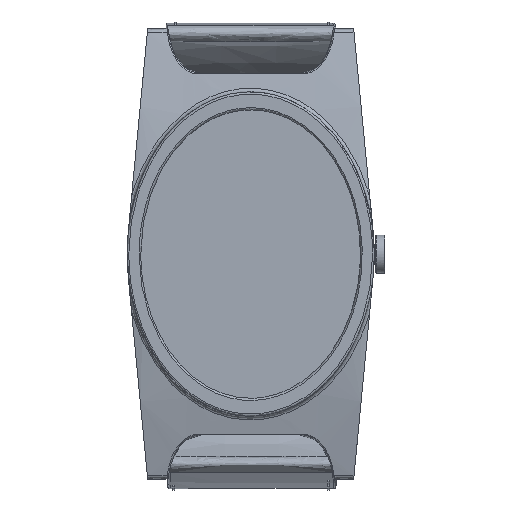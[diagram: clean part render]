
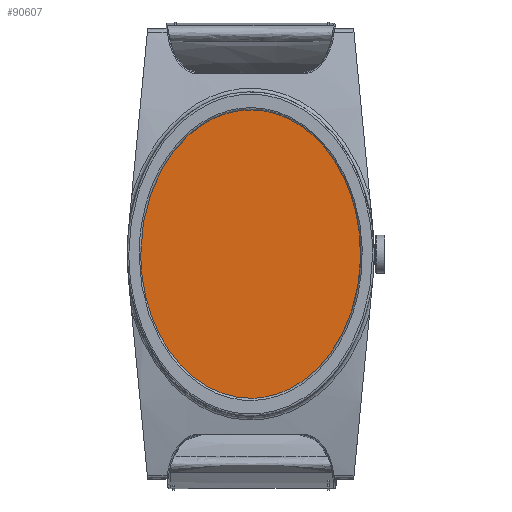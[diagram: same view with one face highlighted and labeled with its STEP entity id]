
A CAD part, top view. The second image highlights one B-rep face of the part: STEP entity #90607.
In plain terms, the highlighted free-form (B-spline) face has degree [1, 1] with [2, 2] control points.
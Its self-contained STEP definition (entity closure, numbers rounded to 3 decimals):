
#90543 = EDGE_CURVE('',#90544,#90546,#90548,.T.);
#90544 = VERTEX_POINT('',#90545);
#90545 = CARTESIAN_POINT('',(11.775,0.,
    0.856));
#90546 = VERTEX_POINT('',#90547);
#90547 = CARTESIAN_POINT('',(0.,15.451,0.856));
#90548 = ( BOUNDED_CURVE() B_SPLINE_CURVE(2,(#90549,#90550,#90551),
.UNSPECIFIED.,.F.,.F.) B_SPLINE_CURVE_WITH_KNOTS((3,3),(1.571,
3.142),.PIECEWISE_BEZIER_KNOTS.) CURVE() 
GEOMETRIC_REPRESENTATION_ITEM() RATIONAL_B_SPLINE_CURVE((1.,
0.707,1.)) REPRESENTATION_ITEM('') );
#90549 = CARTESIAN_POINT('',(11.775,0.,
    0.856));
#90550 = CARTESIAN_POINT('',(11.775,15.451,
    0.856));
#90551 = CARTESIAN_POINT('',(0.,15.451,
    0.856));
#90553 = EDGE_CURVE('',#90546,#90544,#90554,.T.);
#90554 = ( BOUNDED_CURVE() B_SPLINE_CURVE(2,(#90555,#90556,#90557,#90558
    ,#90559,#90560,#90561),.UNSPECIFIED.,.F.,.F.) 
B_SPLINE_CURVE_WITH_KNOTS((3,2,2,3),(3.142,4.712,
6.283,7.854),.UNSPECIFIED.) CURVE() 
GEOMETRIC_REPRESENTATION_ITEM() RATIONAL_B_SPLINE_CURVE((1.,
    0.707,1.,0.707,1.,0.707,1.)) 
REPRESENTATION_ITEM('') );
#90555 = CARTESIAN_POINT('',(0.,15.451,
    0.856));
#90556 = CARTESIAN_POINT('',(-11.775,15.451,
    0.856));
#90557 = CARTESIAN_POINT('',(-11.775,0.,
    0.856));
#90558 = CARTESIAN_POINT('',(-11.775,-15.451,
    0.856));
#90559 = CARTESIAN_POINT('',(0.,-15.451,
    0.856));
#90560 = CARTESIAN_POINT('',(11.775,-15.451,
    0.856));
#90561 = CARTESIAN_POINT('',(11.775,0.,
    0.856));
#90607 = ADVANCED_FACE('',(#90608),#90612,.T.);
#90608 = FACE_BOUND('',#90609,.T.);
#90609 = EDGE_LOOP('',(#90610,#90611));
#90610 = ORIENTED_EDGE('',*,*,#90543,.T.);
#90611 = ORIENTED_EDGE('',*,*,#90553,.T.);
#90612 = B_SPLINE_SURFACE_WITH_KNOTS('',1,1,(
    (#90613,#90614)
    ,(#90615,#90616
    )),.UNSPECIFIED.,.F.,.F.,.F.,(2,2),(2,2),(-1.239,
    1.239),(-1.626,1.626),
  .PIECEWISE_BEZIER_KNOTS.);
#90613 = CARTESIAN_POINT('',(-11.785,-15.46,
    0.856));
#90614 = CARTESIAN_POINT('',(-11.785,15.46,
    0.856));
#90615 = CARTESIAN_POINT('',(11.785,-15.46,
    0.856));
#90616 = CARTESIAN_POINT('',(11.785,15.46,0.856
    ));
